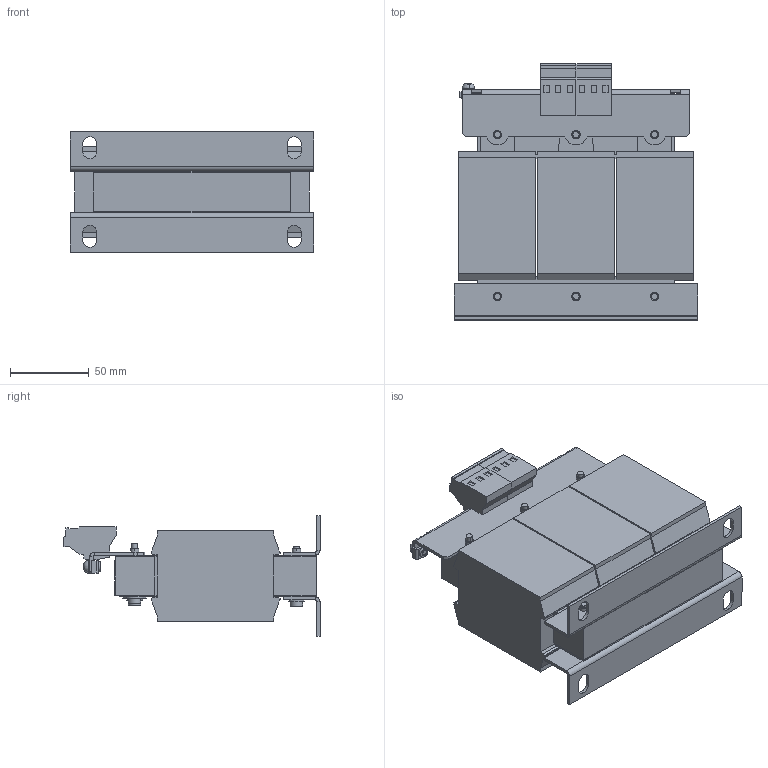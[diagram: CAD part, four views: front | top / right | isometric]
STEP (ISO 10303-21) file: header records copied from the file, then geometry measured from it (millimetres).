
FILE_DESCRIPTION (( 'STEP AP214' ), '1' );
FILE_NAME ('871254.STEP', '2025-07-24T13:24:48', ( '' ), ( '' ), 'SwSTEP 2.0', 'SolidWorks 2022', '' );
FILE_SCHEMA (( 'AUTOMOTIVE_DESIGN' ));
Length unit declared in the file: millimetre
Products named in the file (1): 871254
Bounding box: 155 x 162.9 x 76.5 mm (x, y, z)
Volume: 883735.4 mm3; surface area: 123691.7 mm2
Topology: 1 solids, 14 shells, 608 faces, 1509 edges, 972 vertices
Faces by surface type: plane 458, cylinder 144, cone 4, torus 2
Entity records: 17953 total; most frequent: CARTESIAN_POINT 3176, DIRECTION 3021, ORIENTED_EDGE 3018, EDGE_CURVE 1509, LINE 1175, VECTOR 1175, VERTEX_POINT 972, AXIS2_PLACEMENT_3D 923
